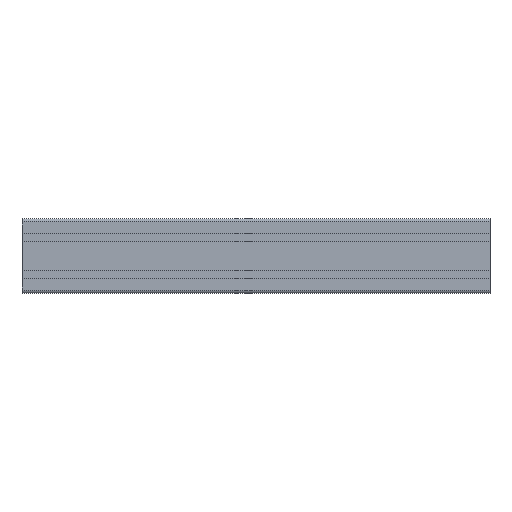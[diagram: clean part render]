
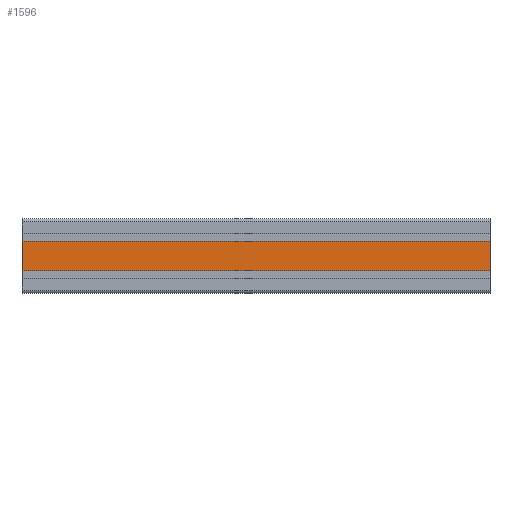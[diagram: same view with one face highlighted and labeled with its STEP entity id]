
A CAD part, front view. The second image highlights one B-rep face of the part: STEP entity #1596.
In plain terms, the highlighted planar face has unit normal (0, -1, 0).
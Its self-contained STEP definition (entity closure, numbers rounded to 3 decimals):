
#45 = CARTESIAN_POINT ( 'NONE',  ( 0., -20., 315.9 ) ) ;
#296 = DIRECTION ( 'NONE',  ( 0., 1., 0. ) ) ;
#360 = EDGE_LOOP ( 'NONE', ( #3361, #4388, #3373, #4207 ) ) ;
#465 = VECTOR ( 'NONE', #3708, 1000. ) ;
#538 = DIRECTION ( 'NONE',  ( -1., 0., 0. ) ) ;
#599 = VECTOR ( 'NONE', #3128, 1000. ) ;
#773 = CARTESIAN_POINT ( 'NONE',  ( 500., -20., 315.9 ) ) ;
#846 = VECTOR ( 'NONE', #3186, 1000. ) ;
#965 = LINE ( 'NONE', #2428, #1420 ) ;
#1325 = CARTESIAN_POINT ( 'NONE',  ( 500., -20., 284.1 ) ) ;
#1420 = VECTOR ( 'NONE', #538, 1000. ) ;
#1473 = EDGE_CURVE ( 'NONE', #3851, #2747, #965, .T. ) ;
#1596 = ADVANCED_FACE ( 'NONE', ( #3929 ), #2117, .F. ) ;
#1853 = VERTEX_POINT ( 'NONE', #4311 ) ;
#2029 = LINE ( 'NONE', #3488, #846 ) ;
#2117 = PLANE ( 'NONE',  #3184 ) ;
#2382 = LINE ( 'NONE', #1325, #599 ) ;
#2428 = CARTESIAN_POINT ( 'NONE',  ( 500., -20., 315.9 ) ) ;
#2699 = EDGE_CURVE ( 'NONE', #1853, #2760, #2382, .T. ) ;
#2747 = VERTEX_POINT ( 'NONE', #4390 ) ;
#2760 = VERTEX_POINT ( 'NONE', #3548 ) ;
#3128 = DIRECTION ( 'NONE',  ( -1., 0., 0. ) ) ;
#3184 = AXIS2_PLACEMENT_3D ( 'NONE', #3576, #296, #3225 ) ;
#3186 = DIRECTION ( 'NONE',  ( 0., 0., -1. ) ) ;
#3225 = DIRECTION ( 'NONE',  ( 0., 0., 1. ) ) ;
#3328 = LINE ( 'NONE', #45, #465 ) ;
#3361 = ORIENTED_EDGE ( 'NONE', *, *, #4643, .T. ) ;
#3373 = ORIENTED_EDGE ( 'NONE', *, *, #4461, .F. ) ;
#3488 = CARTESIAN_POINT ( 'NONE',  ( 500., -20., 315.9 ) ) ;
#3548 = CARTESIAN_POINT ( 'NONE',  ( 0., -20., 284.1 ) ) ;
#3576 = CARTESIAN_POINT ( 'NONE',  ( 500., -20., 315.9 ) ) ;
#3708 = DIRECTION ( 'NONE',  ( 0., 0., -1. ) ) ;
#3851 = VERTEX_POINT ( 'NONE', #773 ) ;
#3929 = FACE_OUTER_BOUND ( 'NONE', #360, .T. ) ;
#4207 = ORIENTED_EDGE ( 'NONE', *, *, #1473, .T. ) ;
#4311 = CARTESIAN_POINT ( 'NONE',  ( 500., -20., 284.1 ) ) ;
#4388 = ORIENTED_EDGE ( 'NONE', *, *, #2699, .F. ) ;
#4390 = CARTESIAN_POINT ( 'NONE',  ( 0., -20., 315.9 ) ) ;
#4461 = EDGE_CURVE ( 'NONE', #3851, #1853, #2029, .T. ) ;
#4643 = EDGE_CURVE ( 'NONE', #2747, #2760, #3328, .T. ) ;
